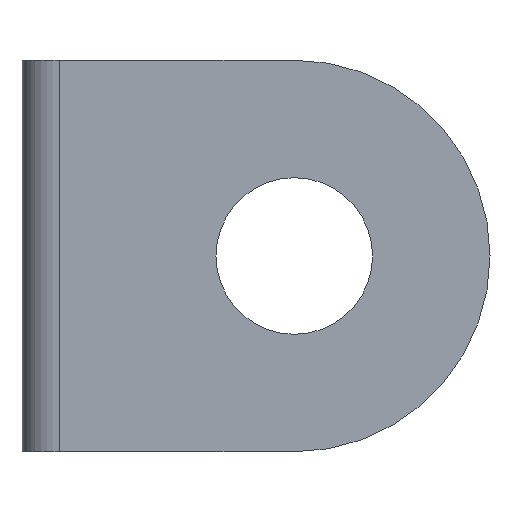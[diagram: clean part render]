
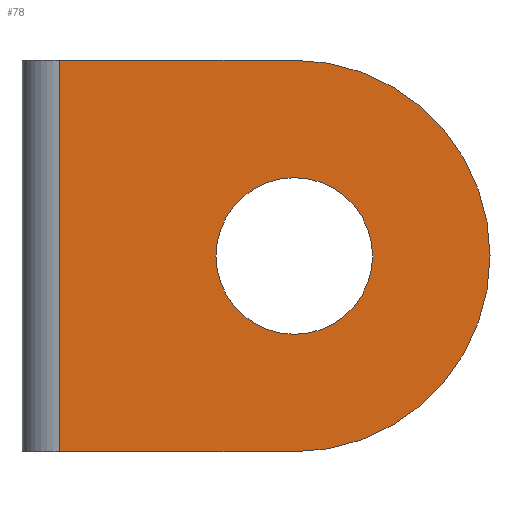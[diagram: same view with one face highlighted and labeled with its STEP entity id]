
A CAD part, left-side view. The second image highlights one B-rep face of the part: STEP entity #78.
In plain terms, the highlighted planar face has unit normal (-1, 0, 0).
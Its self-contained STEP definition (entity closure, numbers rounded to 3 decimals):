
#9 = DIRECTION ( 'NONE',  ( 1., 0., 0. ) ) ;
#17 = DIRECTION ( 'NONE',  ( 0., 0., 1. ) ) ;
#34 = CARTESIAN_POINT ( 'NONE',  ( 0., 15., -12.5 ) ) ;
#78 = ADVANCED_FACE ( 'NONE', ( #425, #510 ), #679, .F. ) ;
#112 = EDGE_CURVE ( 'NONE', #597, #406, #420, .T. ) ;
#130 = VERTEX_POINT ( 'NONE', #162 ) ;
#142 = CARTESIAN_POINT ( 'NONE',  ( 0., 0., -12.5 ) ) ;
#146 = CARTESIAN_POINT ( 'NONE',  ( 0., 15., 12.5 ) ) ;
#158 = VECTOR ( 'NONE', #17, 1000. ) ;
#159 = CARTESIAN_POINT ( 'NONE',  ( 0., 0., 12.5 ) ) ;
#162 = CARTESIAN_POINT ( 'NONE',  ( 0., 0., -12.5 ) ) ;
#173 = DIRECTION ( 'NONE',  ( 1., 0., 0. ) ) ;
#177 = CARTESIAN_POINT ( 'NONE',  ( 0., 0., 5. ) ) ;
#201 = ORIENTED_EDGE ( 'NONE', *, *, #112, .T. ) ;
#225 = CARTESIAN_POINT ( 'NONE',  ( 0., 0., 0. ) ) ;
#234 = LINE ( 'NONE', #34, #158 ) ;
#242 = EDGE_CURVE ( 'NONE', #130, #296, #730, .T. ) ;
#244 = DIRECTION ( 'NONE',  ( 0., 0., -1. ) ) ;
#246 = EDGE_CURVE ( 'NONE', #507, #712, #789, .T. ) ;
#255 = ORIENTED_EDGE ( 'NONE', *, *, #836, .F. ) ;
#274 = CARTESIAN_POINT ( 'NONE',  ( 0., 0., 0. ) ) ;
#296 = VERTEX_POINT ( 'NONE', #653 ) ;
#406 = VERTEX_POINT ( 'NONE', #646 ) ;
#409 = DIRECTION ( 'NONE',  ( 0., 1., 0. ) ) ;
#420 = CIRCLE ( 'NONE', #952, 5. ) ;
#425 = FACE_OUTER_BOUND ( 'NONE', #506, .T. ) ;
#455 = CARTESIAN_POINT ( 'NONE',  ( 0., 0., 0. ) ) ;
#471 = ORIENTED_EDGE ( 'NONE', *, *, #797, .T. ) ;
#484 = DIRECTION ( 'NONE',  ( 1., 0., 0. ) ) ;
#485 = AXIS2_PLACEMENT_3D ( 'NONE', #225, #173, #819 ) ;
#488 = ORIENTED_EDGE ( 'NONE', *, *, #893, .F. ) ;
#505 = EDGE_LOOP ( 'NONE', ( #201, #471 ) ) ;
#506 = EDGE_LOOP ( 'NONE', ( #255, #715, #488, #603 ) ) ;
#507 = VERTEX_POINT ( 'NONE', #146 ) ;
#510 = FACE_BOUND ( 'NONE', #505, .T. ) ;
#594 = DIRECTION ( 'NONE',  ( 1., 0., 0. ) ) ;
#597 = VERTEX_POINT ( 'NONE', #177 ) ;
#603 = ORIENTED_EDGE ( 'NONE', *, *, #242, .F. ) ;
#646 = CARTESIAN_POINT ( 'NONE',  ( 0., 0., -5. ) ) ;
#653 = CARTESIAN_POINT ( 'NONE',  ( 0., 15., -12.5 ) ) ;
#679 = PLANE ( 'NONE',  #929 ) ;
#697 = CARTESIAN_POINT ( 'NONE',  ( 0., 0., 0. ) ) ;
#712 = VERTEX_POINT ( 'NONE', #847 ) ;
#715 = ORIENTED_EDGE ( 'NONE', *, *, #246, .F. ) ;
#730 = LINE ( 'NONE', #142, #812 ) ;
#782 = CIRCLE ( 'NONE', #947, 5. ) ;
#784 = VECTOR ( 'NONE', #835, 1000. ) ;
#789 = LINE ( 'NONE', #159, #784 ) ;
#797 = EDGE_CURVE ( 'NONE', #406, #597, #782, .T. ) ;
#812 = VECTOR ( 'NONE', #409, 1000. ) ;
#819 = DIRECTION ( 'NONE',  ( 0., 0., -1. ) ) ;
#821 = CIRCLE ( 'NONE', #485, 12.5 ) ;
#832 = DIRECTION ( 'NONE',  ( 0., 0., -1. ) ) ;
#835 = DIRECTION ( 'NONE',  ( 0., -1., 0. ) ) ;
#836 = EDGE_CURVE ( 'NONE', #712, #130, #821, .T. ) ;
#847 = CARTESIAN_POINT ( 'NONE',  ( 0., 0., 12.5 ) ) ;
#876 = DIRECTION ( 'NONE',  ( 0., 0., -1. ) ) ;
#893 = EDGE_CURVE ( 'NONE', #296, #507, #234, .T. ) ;
#929 = AXIS2_PLACEMENT_3D ( 'NONE', #697, #484, #244 ) ;
#947 = AXIS2_PLACEMENT_3D ( 'NONE', #274, #9, #832 ) ;
#952 = AXIS2_PLACEMENT_3D ( 'NONE', #455, #594, #876 ) ;
